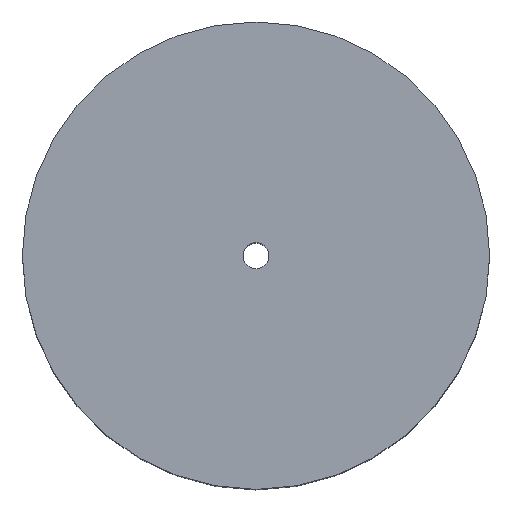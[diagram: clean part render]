
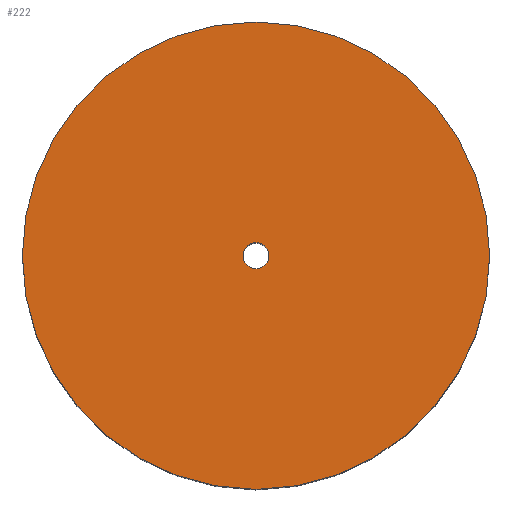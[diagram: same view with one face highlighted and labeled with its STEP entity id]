
A CAD part, top view. The second image highlights one B-rep face of the part: STEP entity #222.
In plain terms, the highlighted planar face has unit normal (0, 0, 1).
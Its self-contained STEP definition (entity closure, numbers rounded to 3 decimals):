
#2 = CARTESIAN_POINT ( 'NONE',  ( -18.947, 20.52, 7. ) ) ;
#9 = AXIS2_PLACEMENT_3D ( 'NONE', #28, #160, #108 ) ;
#11 = DIRECTION ( 'NONE',  ( 0., 0., 1. ) ) ;
#16 = EDGE_CURVE ( 'NONE', #173, #228, #52, .T. ) ;
#18 = EDGE_LOOP ( 'NONE', ( #25, #195 ) ) ;
#24 = AXIS2_PLACEMENT_3D ( 'NONE', #232, #68, #172 ) ;
#25 = ORIENTED_EDGE ( 'NONE', *, *, #37, .F. ) ;
#28 = CARTESIAN_POINT ( 'NONE',  ( -19.447, 20.52, 7. ) ) ;
#34 = CARTESIAN_POINT ( 'NONE',  ( -19.447, 20.52, 7. ) ) ;
#37 = EDGE_CURVE ( 'NONE', #139, #132, #234, .T. ) ;
#51 = FACE_OUTER_BOUND ( 'NONE', #67, .T. ) ;
#52 = CIRCLE ( 'NONE', #130, 9. ) ;
#67 = EDGE_LOOP ( 'NONE', ( #226, #136 ) ) ;
#68 = DIRECTION ( 'NONE',  ( 0., 0., 1. ) ) ;
#71 = CARTESIAN_POINT ( 'NONE',  ( -28.447, 20.52, 7. ) ) ;
#72 = EDGE_CURVE ( 'NONE', #228, #173, #99, .T. ) ;
#88 = DIRECTION ( 'NONE',  ( 0., 0., 1. ) ) ;
#94 = DIRECTION ( 'NONE',  ( 0., 0., 1. ) ) ;
#99 = CIRCLE ( 'NONE', #165, 9. ) ;
#107 = CARTESIAN_POINT ( 'NONE',  ( -19.447, 20.52, 7. ) ) ;
#108 = DIRECTION ( 'NONE',  ( 1., 0., 0. ) ) ;
#123 = FACE_BOUND ( 'NONE', #18, .T. ) ;
#129 = CARTESIAN_POINT ( 'NONE',  ( -10.447, 20.52, 7. ) ) ;
#130 = AXIS2_PLACEMENT_3D ( 'NONE', #157, #88, #230 ) ;
#132 = VERTEX_POINT ( 'NONE', #249 ) ;
#136 = ORIENTED_EDGE ( 'NONE', *, *, #16, .T. ) ;
#139 = VERTEX_POINT ( 'NONE', #2 ) ;
#140 = AXIS2_PLACEMENT_3D ( 'NONE', #107, #11, #221 ) ;
#147 = DIRECTION ( 'NONE',  ( 1., 0., 0. ) ) ;
#157 = CARTESIAN_POINT ( 'NONE',  ( -19.447, 20.52, 7. ) ) ;
#160 = DIRECTION ( 'NONE',  ( 0., 0., 1. ) ) ;
#165 = AXIS2_PLACEMENT_3D ( 'NONE', #34, #94, #147 ) ;
#172 = DIRECTION ( 'NONE',  ( 1., 0., 0. ) ) ;
#173 = VERTEX_POINT ( 'NONE', #129 ) ;
#191 = EDGE_CURVE ( 'NONE', #132, #139, #246, .T. ) ;
#195 = ORIENTED_EDGE ( 'NONE', *, *, #191, .F. ) ;
#221 = DIRECTION ( 'NONE',  ( 1., 0., 0. ) ) ;
#222 = ADVANCED_FACE ( 'NONE', ( #123, #51 ), #235, .T. ) ;
#226 = ORIENTED_EDGE ( 'NONE', *, *, #72, .T. ) ;
#228 = VERTEX_POINT ( 'NONE', #71 ) ;
#230 = DIRECTION ( 'NONE',  ( 1., 0., 0. ) ) ;
#232 = CARTESIAN_POINT ( 'NONE',  ( -19.447, 20.52, 7. ) ) ;
#234 = CIRCLE ( 'NONE', #24, 0.5 ) ;
#235 = PLANE ( 'NONE',  #9 ) ;
#246 = CIRCLE ( 'NONE', #140, 0.5 ) ;
#249 = CARTESIAN_POINT ( 'NONE',  ( -19.947, 20.52, 7. ) ) ;
